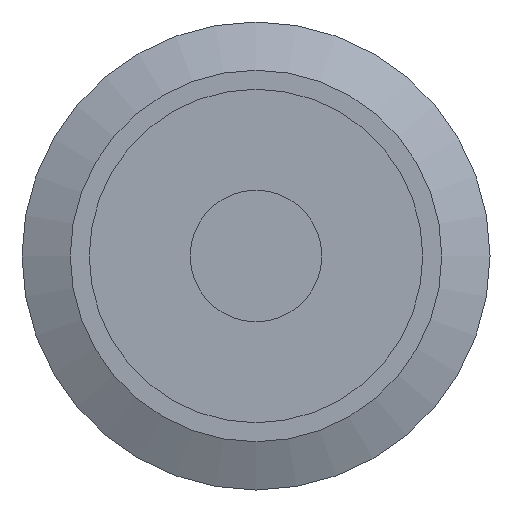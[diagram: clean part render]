
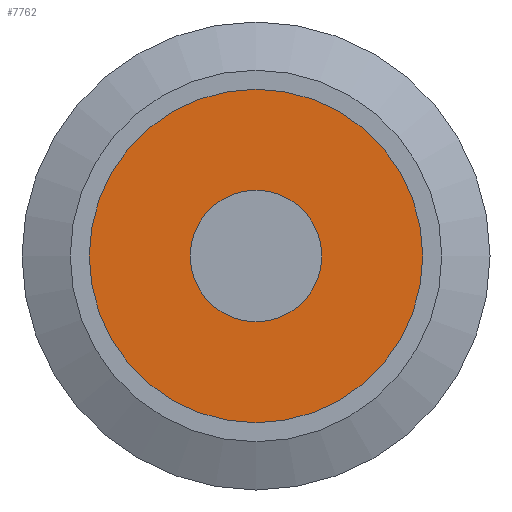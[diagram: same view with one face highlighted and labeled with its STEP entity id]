
A CAD part, left-side view. The second image highlights one B-rep face of the part: STEP entity #7762.
In plain terms, the highlighted planar face has unit normal (-1, 0, 0).
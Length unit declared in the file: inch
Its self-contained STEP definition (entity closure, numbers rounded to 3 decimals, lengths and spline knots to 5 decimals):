
#79=CARTESIAN_POINT('',(-0.07874,0.,-0.17717));
#80=VERTEX_POINT('',#79);
#81=CARTESIAN_POINT('',(-0.07874,0.0,0.0));
#82=DIRECTION('',(1.0,0.0,0.0));
#83=DIRECTION('',(0.0,0.0,1.0));
#84=AXIS2_PLACEMENT_3D('',#81,#82,#83);
#85=CIRCLE('',#84,0.17717);
#86=EDGE_CURVE('',#80,#80,#85,.T.);
#7734=CARTESIAN_POINT('',(-0.07874,0.0,0.0));
#7735=DIRECTION('',(1.0,0.0,0.0));
#7736=DIRECTION('',(0.0,0.0,1.0));
#7737=AXIS2_PLACEMENT_3D('',#7734,#7735,#7736);
#7738=PLANE('',#7737);
#7739=CARTESIAN_POINT('',(-0.07874,0.0,0.44882));
#7740=VERTEX_POINT('',#7739);
#7741=CARTESIAN_POINT('',(-0.07874,0.,-0.44882));
#7742=VERTEX_POINT('',#7741);
#7743=CARTESIAN_POINT('',(-0.07874,0.0,0.0));
#7744=DIRECTION('',(-1.0,0.0,0.0));
#7745=DIRECTION('',(0.0,0.0,1.0));
#7746=AXIS2_PLACEMENT_3D('',#7743,#7744,#7745);
#7747=CIRCLE('',#7746,0.44882);
#7748=EDGE_CURVE('',#7740,#7742,#7747,.T.);
#7749=ORIENTED_EDGE('',*,*,#7748,.T.);
#7750=CARTESIAN_POINT('',(-0.07874,0.0,0.0));
#7751=DIRECTION('',(-1.0,0.0,0.0));
#7752=DIRECTION('',(0.0,0.0,1.0));
#7753=AXIS2_PLACEMENT_3D('',#7750,#7751,#7752);
#7754=CIRCLE('',#7753,0.44882);
#7755=EDGE_CURVE('',#7742,#7740,#7754,.T.);
#7756=ORIENTED_EDGE('',*,*,#7755,.T.);
#7757=EDGE_LOOP('',(#7749,#7756));
#7758=FACE_OUTER_BOUND('',#7757,.T.);
#7759=ORIENTED_EDGE('',*,*,#86,.T.);
#7760=EDGE_LOOP('',(#7759));
#7761=FACE_BOUND('',#7760,.T.);
#7762=ADVANCED_FACE('',(#7758,#7761),#7738,.F.);
